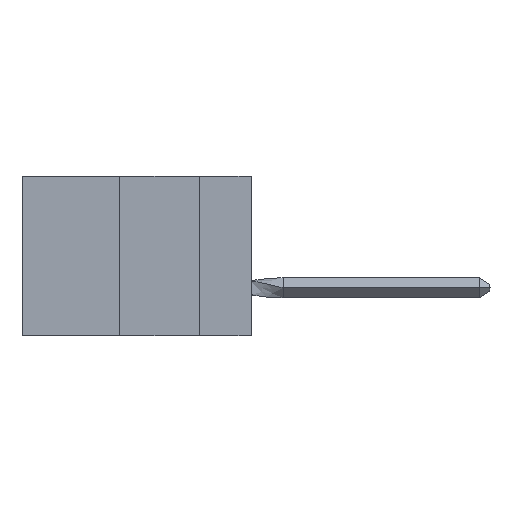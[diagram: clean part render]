
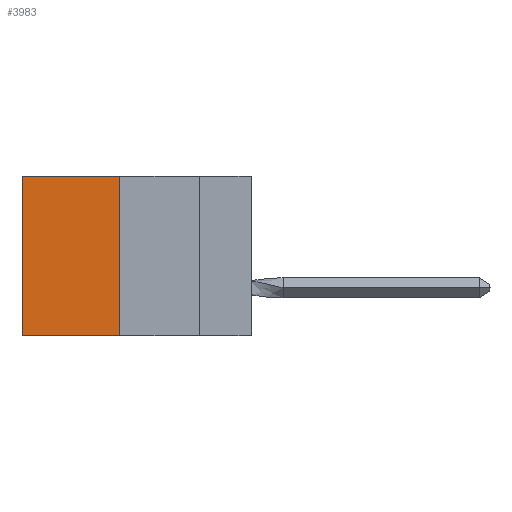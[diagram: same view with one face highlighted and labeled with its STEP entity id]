
A CAD part, left-side view. The second image highlights one B-rep face of the part: STEP entity #3983.
In plain terms, the highlighted planar face has unit normal (-1, 0, 0).
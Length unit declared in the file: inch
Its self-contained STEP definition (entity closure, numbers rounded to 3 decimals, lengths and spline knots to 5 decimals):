
#145 = EDGE_CURVE ( 'NONE', #2637, #12349, #11271, .T. ) ;
#861 = CARTESIAN_POINT ( 'NONE',  ( 0.305, 0.413, -0.5 ) ) ;
#1522 = CARTESIAN_POINT ( 'NONE',  ( 0.305, 0.413, -0.5 ) ) ;
#1638 = ORIENTED_EDGE ( 'NONE', *, *, #145, .F. ) ;
#1951 = CARTESIAN_POINT ( 'NONE',  ( 0.305, 0.413, 0. ) ) ;
#2273 = DIRECTION ( 'NONE',  ( 0., 1., 0. ) ) ;
#2637 = VERTEX_POINT ( 'NONE', #1951 ) ;
#3280 = VECTOR ( 'NONE', #13112, 39.37008 ) ;
#3983 = ADVANCED_FACE ( 'NONE', ( #5288 ), #9327, .F. ) ;
#4627 = EDGE_CURVE ( 'NONE', #12165, #10467, #8614, .T. ) ;
#4751 = DIRECTION ( 'NONE',  ( 0., 0., -1. ) ) ;
#5288 = FACE_OUTER_BOUND ( 'NONE', #11136, .T. ) ;
#5473 = CARTESIAN_POINT ( 'NONE',  ( 0.305, 0.72, -0.5 ) ) ;
#5589 = DIRECTION ( 'NONE',  ( 0., 1., 0. ) ) ;
#5789 = DIRECTION ( 'NONE',  ( 1., 0., 0. ) ) ;
#6306 = AXIS2_PLACEMENT_3D ( 'NONE', #1522, #5789, #4751 ) ;
#6644 = CARTESIAN_POINT ( 'NONE',  ( 0.305, 0.413, 0. ) ) ;
#7734 = ORIENTED_EDGE ( 'NONE', *, *, #4627, .T. ) ;
#8011 = LINE ( 'NONE', #6644, #11302 ) ;
#8388 = EDGE_CURVE ( 'NONE', #12349, #10467, #9680, .T. ) ;
#8614 = LINE ( 'NONE', #5473, #11917 ) ;
#8626 = CARTESIAN_POINT ( 'NONE',  ( 0.305, 0.413, -0.5 ) ) ;
#8767 = CARTESIAN_POINT ( 'NONE',  ( 0.305, 0.413, -0.5 ) ) ;
#9327 = PLANE ( 'NONE',  #6306 ) ;
#9496 = EDGE_CURVE ( 'NONE', #2637, #12165, #8011, .T. ) ;
#9680 = LINE ( 'NONE', #8626, #10664 ) ;
#9743 = DIRECTION ( 'NONE',  ( 0., 0., -1. ) ) ;
#10071 = CARTESIAN_POINT ( 'NONE',  ( 0.305, 0.72, -0.5 ) ) ;
#10458 = ORIENTED_EDGE ( 'NONE', *, *, #8388, .F. ) ;
#10467 = VERTEX_POINT ( 'NONE', #10071 ) ;
#10664 = VECTOR ( 'NONE', #2273, 39.37008 ) ;
#11136 = EDGE_LOOP ( 'NONE', ( #7734, #10458, #1638, #12021 ) ) ;
#11271 = LINE ( 'NONE', #8767, #3280 ) ;
#11302 = VECTOR ( 'NONE', #5589, 39.37008 ) ;
#11917 = VECTOR ( 'NONE', #9743, 39.37008 ) ;
#11998 = CARTESIAN_POINT ( 'NONE',  ( 0.305, 0.72, 0. ) ) ;
#12021 = ORIENTED_EDGE ( 'NONE', *, *, #9496, .T. ) ;
#12165 = VERTEX_POINT ( 'NONE', #11998 ) ;
#12349 = VERTEX_POINT ( 'NONE', #861 ) ;
#13112 = DIRECTION ( 'NONE',  ( 0., 0., -1. ) ) ;
